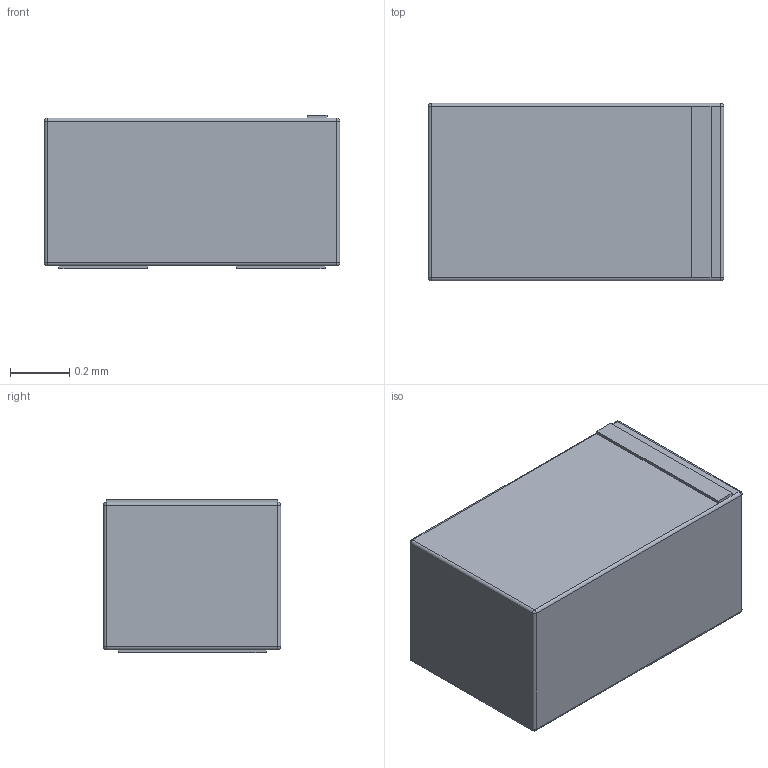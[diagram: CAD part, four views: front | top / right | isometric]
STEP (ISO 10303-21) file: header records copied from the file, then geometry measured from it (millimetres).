
FILE_DESCRIPTION (( 'STEP AP214' ), '1' );
FILE_NAME ('SOD-882_L1.0-W0.6-H0.5-LS0.65.step', '2022-07-29T07:53:25', ( '' ), ( '' ), 'SwSTEP 2.0', 'SolidWorks 2020', '' );
FILE_SCHEMA (( 'AUTOMOTIVE_DESIGN' ));
Length unit declared in the file: millimetre
Products named in the file (1): SOD-882_L1.0-W0.6-H0.5-LS0.65
Bounding box: 1 x 0.6 x 0.52 mm (x, y, z)
Volume: 0.3 mm3; surface area: 2.8 mm2
Topology: 1 solids, 1 shells, 266 faces, 709 edges, 458 vertices
Faces by surface type: plane 148, bspline 98, cylinder 12, sphere 8
Entity records: 11432 total; most frequent: CARTESIAN_POINT 2732, ORIENTED_EDGE 1402, DIRECTION 863, EDGE_CURVE 701, VECTOR 477, LINE 477, VERTEX_POINT 458, EDGE_LOOP 287
